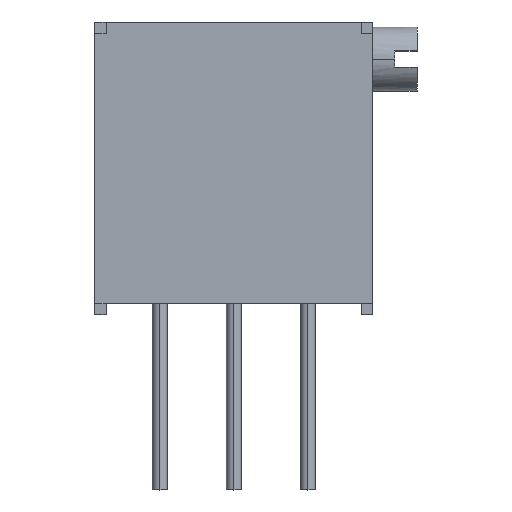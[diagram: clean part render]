
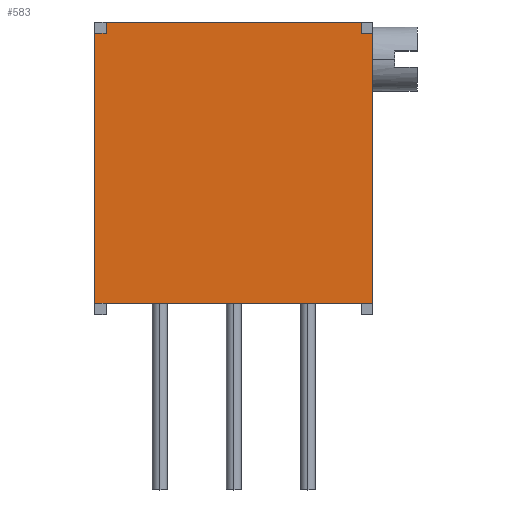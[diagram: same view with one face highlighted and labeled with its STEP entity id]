
A CAD part, top view. The second image highlights one B-rep face of the part: STEP entity #583.
In plain terms, the highlighted planar face has unit normal (0, 0, 1).
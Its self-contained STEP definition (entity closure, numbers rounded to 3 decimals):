
#13 = CARTESIAN_POINT ( 'NONE',  ( 9.53, 0., 4.45 ) ) ;
#31 = EDGE_CURVE ( 'NONE', #1249, #199, #1492, .T. ) ;
#54 = CARTESIAN_POINT ( 'NONE',  ( 0., 0.38, 4.45 ) ) ;
#85 = VECTOR ( 'NONE', #139, 1000. ) ;
#91 = ORIENTED_EDGE ( 'NONE', *, *, #94, .T. ) ;
#93 = ORIENTED_EDGE ( 'NONE', *, *, #1389, .F. ) ;
#94 = EDGE_CURVE ( 'NONE', #1210, #1468, #1071, .T. ) ;
#115 = EDGE_LOOP ( 'NONE', ( #1557, #555, #1577, #127, #375, #741, #93, #1221, #91, #311 ) ) ;
#127 = ORIENTED_EDGE ( 'NONE', *, *, #986, .F. ) ;
#132 = DIRECTION ( 'NONE',  ( 0., 1., 0. ) ) ;
#136 = LINE ( 'NONE', #1005, #1370 ) ;
#139 = DIRECTION ( 'NONE',  ( 0., -1., 0. ) ) ;
#140 = VECTOR ( 'NONE', #771, 1000. ) ;
#153 = CARTESIAN_POINT ( 'NONE',  ( 0.38, 0., 4.45 ) ) ;
#161 = DIRECTION ( 'NONE',  ( -1., 0., 0. ) ) ;
#199 = VERTEX_POINT ( 'NONE', #1404 ) ;
#201 = EDGE_CURVE ( 'NONE', #767, #1300, #942, .T. ) ;
#270 = LINE ( 'NONE', #554, #296 ) ;
#275 = VERTEX_POINT ( 'NONE', #54 ) ;
#289 = CARTESIAN_POINT ( 'NONE',  ( 11.05, 0.38, 4.45 ) ) ;
#294 = DIRECTION ( 'NONE',  ( -1., 0., 0. ) ) ;
#296 = VECTOR ( 'NONE', #1430, 1000. ) ;
#311 = ORIENTED_EDGE ( 'NONE', *, *, #691, .T. ) ;
#349 = CARTESIAN_POINT ( 'NONE',  ( 0., 9.65, 4.45 ) ) ;
#367 = CARTESIAN_POINT ( 'NONE',  ( 0.38, 9.65, 4.45 ) ) ;
#375 = ORIENTED_EDGE ( 'NONE', *, *, #201, .F. ) ;
#417 = DIRECTION ( 'NONE',  ( -1., 0., 0. ) ) ;
#428 = LINE ( 'NONE', #289, #140 ) ;
#447 = CARTESIAN_POINT ( 'NONE',  ( 9.15, 0.38, 4.45 ) ) ;
#479 = LINE ( 'NONE', #523, #1116 ) ;
#480 = CARTESIAN_POINT ( 'NONE',  ( 0.38, 0.38, 4.45 ) ) ;
#498 = CARTESIAN_POINT ( 'NONE',  ( 9.15, 0., 4.45 ) ) ;
#507 = VECTOR ( 'NONE', #702, 1000. ) ;
#523 = CARTESIAN_POINT ( 'NONE',  ( 11.05, 0.38, 4.45 ) ) ;
#548 = CARTESIAN_POINT ( 'NONE',  ( 0., 9.65, 4.45 ) ) ;
#554 = CARTESIAN_POINT ( 'NONE',  ( 11.05, 9.65, 4.45 ) ) ;
#555 = ORIENTED_EDGE ( 'NONE', *, *, #925, .T. ) ;
#557 = LINE ( 'NONE', #349, #507 ) ;
#561 = LINE ( 'NONE', #1045, #784 ) ;
#583 = ADVANCED_FACE ( 'NONE', ( #746 ), #755, .F. ) ;
#587 = VERTEX_POINT ( 'NONE', #1513 ) ;
#654 = CARTESIAN_POINT ( 'NONE',  ( 9.53, 9.65, 4.45 ) ) ;
#691 = EDGE_CURVE ( 'NONE', #1468, #199, #136, .T. ) ;
#699 = EDGE_CURVE ( 'NONE', #953, #1210, #561, .T. ) ;
#702 = DIRECTION ( 'NONE',  ( 0., -1., 0. ) ) ;
#715 = CARTESIAN_POINT ( 'NONE',  ( 0.38, 0., 4.45 ) ) ;
#741 = ORIENTED_EDGE ( 'NONE', *, *, #994, .F. ) ;
#746 = FACE_OUTER_BOUND ( 'NONE', #115, .T. ) ;
#755 = PLANE ( 'NONE',  #1141 ) ;
#767 = VERTEX_POINT ( 'NONE', #447 ) ;
#771 = DIRECTION ( 'NONE',  ( -1., 0., 0. ) ) ;
#784 = VECTOR ( 'NONE', #905, 1000. ) ;
#809 = VERTEX_POINT ( 'NONE', #548 ) ;
#863 = DIRECTION ( 'NONE',  ( 0., 0., -1. ) ) ;
#905 = DIRECTION ( 'NONE',  ( -1., 0., 0. ) ) ;
#925 = EDGE_CURVE ( 'NONE', #1249, #809, #270, .T. ) ;
#942 = LINE ( 'NONE', #1027, #1376 ) ;
#953 = VERTEX_POINT ( 'NONE', #654 ) ;
#986 = EDGE_CURVE ( 'NONE', #1300, #275, #428, .T. ) ;
#994 = EDGE_CURVE ( 'NONE', #587, #767, #479, .T. ) ;
#1005 = CARTESIAN_POINT ( 'NONE',  ( 0.38, 10.03, 4.45 ) ) ;
#1023 = DIRECTION ( 'NONE',  ( -1., 0., 0. ) ) ;
#1027 = CARTESIAN_POINT ( 'NONE',  ( 0.38, 0.38, 4.45 ) ) ;
#1045 = CARTESIAN_POINT ( 'NONE',  ( 11.05, 9.65, 4.45 ) ) ;
#1065 = LINE ( 'NONE', #13, #85 ) ;
#1071 = LINE ( 'NONE', #498, #1294 ) ;
#1097 = EDGE_CURVE ( 'NONE', #809, #275, #557, .T. ) ;
#1111 = CARTESIAN_POINT ( 'NONE',  ( 9.15, 9.65, 4.45 ) ) ;
#1116 = VECTOR ( 'NONE', #417, 1000. ) ;
#1141 = AXIS2_PLACEMENT_3D ( 'NONE', #153, #863, #1023 ) ;
#1209 = DIRECTION ( 'NONE',  ( 0., 1., 0. ) ) ;
#1210 = VERTEX_POINT ( 'NONE', #1111 ) ;
#1221 = ORIENTED_EDGE ( 'NONE', *, *, #699, .T. ) ;
#1249 = VERTEX_POINT ( 'NONE', #367 ) ;
#1294 = VECTOR ( 'NONE', #1209, 1000. ) ;
#1300 = VERTEX_POINT ( 'NONE', #480 ) ;
#1370 = VECTOR ( 'NONE', #294, 1000. ) ;
#1376 = VECTOR ( 'NONE', #161, 1000. ) ;
#1389 = EDGE_CURVE ( 'NONE', #953, #587, #1065, .T. ) ;
#1399 = VECTOR ( 'NONE', #132, 1000. ) ;
#1404 = CARTESIAN_POINT ( 'NONE',  ( 0.38, 10.03, 4.45 ) ) ;
#1430 = DIRECTION ( 'NONE',  ( -1., 0., 0. ) ) ;
#1468 = VERTEX_POINT ( 'NONE', #1486 ) ;
#1486 = CARTESIAN_POINT ( 'NONE',  ( 9.15, 10.03, 4.45 ) ) ;
#1492 = LINE ( 'NONE', #715, #1399 ) ;
#1513 = CARTESIAN_POINT ( 'NONE',  ( 9.53, 0.38, 4.45 ) ) ;
#1557 = ORIENTED_EDGE ( 'NONE', *, *, #31, .F. ) ;
#1577 = ORIENTED_EDGE ( 'NONE', *, *, #1097, .T. ) ;
